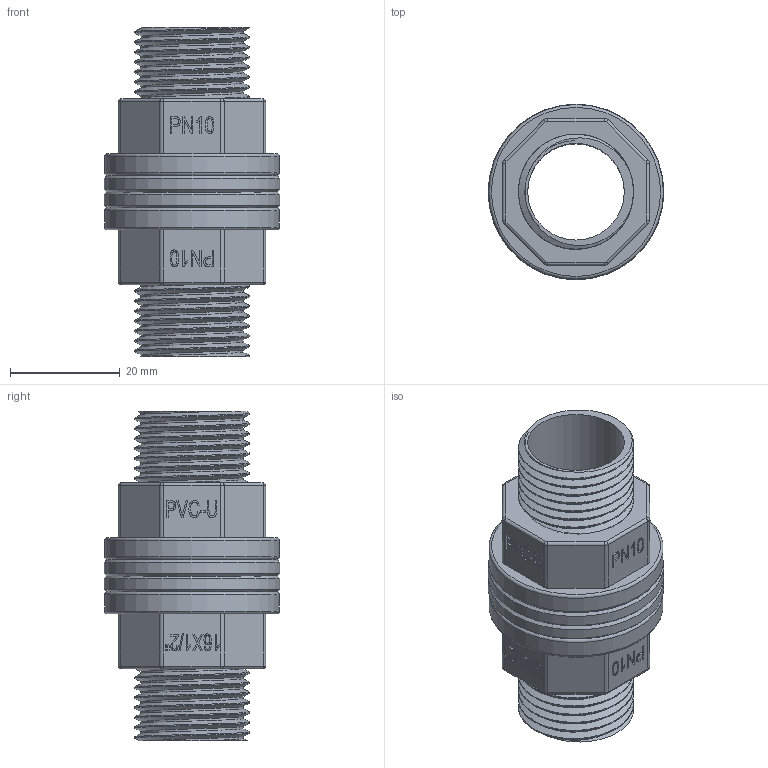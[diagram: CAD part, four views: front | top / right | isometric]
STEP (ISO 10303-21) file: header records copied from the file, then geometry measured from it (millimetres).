
FILE_DESCRIPTION(/* description */ (''),/* implementation_level */ '2;1');
FILE_NAME(/* name */ '1612.stp',/* time_stamp */ '2026-02-09T14:58:11+08:00',/* author */ (''),/* organization */ (''),/* preprocessor_version */ 'ST-DEVELOPER v16',/* originating_system */ 'SIEMENS PLM Software NX 10.0',/* authorisation */ '');
FILE_SCHEMA (('AUTOMOTIVE_DESIGN { 1 0 10303 214 3 1 1 1 }'));
Length unit declared in the file: millimetre
Products named in the file (1): gelv0A5038FC64a0
Bounding box: 32 x 32 x 60 mm (x, y, z)
Volume: 15735.9 mm3; surface area: 20324.6 mm2
Topology: 5 solids, 5 shells, 589 faces, 1573 edges, 1052 vertices
Faces by surface type: plane 302, extrusion 200, cylinder 57, bspline 22, cone 4, torus 4
Full cylindrical faces by diameter (mm): 1.5 x2, 2 x2, 17.61 x1, 22 x2, 31.8 x2, 32 x2
Entity records: 30346 total; most frequent: CARTESIAN_POINT 17258, ORIENTED_EDGE 3104, DIRECTION 1774, EDGE_CURVE 1552, B_SPLINE_CURVE_WITH_KNOTS 1052, VERTEX_POINT 1050, VECTOR 762, EDGE_LOOP 676
